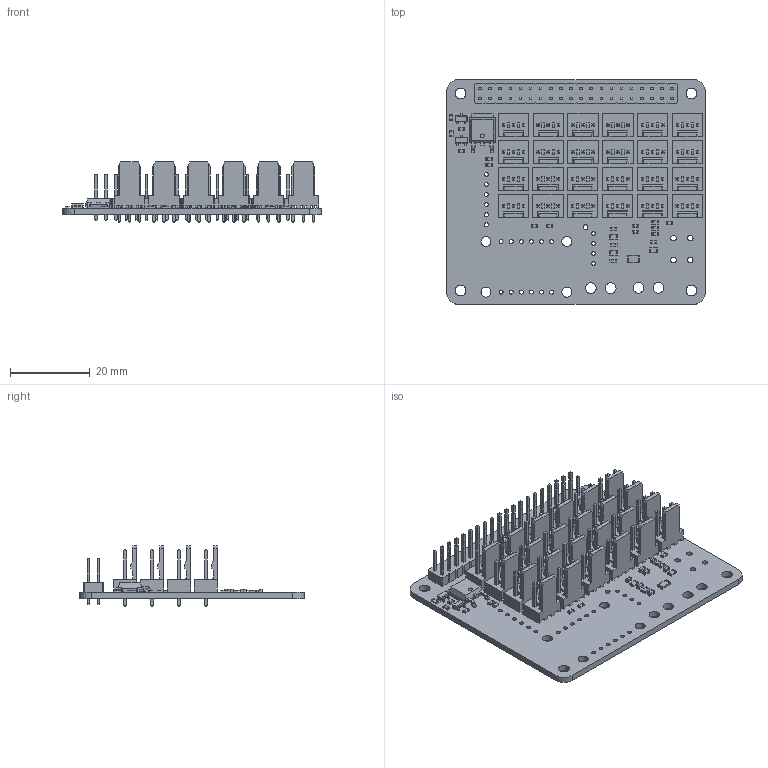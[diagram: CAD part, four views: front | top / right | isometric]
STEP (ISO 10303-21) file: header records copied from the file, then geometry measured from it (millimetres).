
FILE_DESCRIPTION(('FreeCAD Model'),'2;1');
FILE_NAME('Open CASCADE Shape Model','2022-03-24T19:56:30',('Author'),( ''),'Open CASCADE STEP processor 7.5','FreeCAD','Unknown');
FILE_SCHEMA(('AUTOMOTIVE_DESIGN { 1 0 10303 214 1 1 1 1 }'));
Length unit declared in the file: millimetre
Products named in the file (13): isopod_distro; Board_Geoms_4663; Pcb_4663; Step_Models_4663; Top_4663; Q2_SOT_23_13de3de3c2ef; R11_R_0603_1608Metric_2da430bc9cf8; C1_C_0603_1608Metric_94d6544a8366; J23_Molex_AE_6410_03A_57582ce10efd; J30_PinHeader_2x20_P254mm_Vertical_b2ee337b9778; R4_R_1206_3216Metric_e61873b6a125; R1_R_0805_2012Metric_dd68c0426109; Q1_TO_252_2_08bba05e86ff
Assembly tree (54 placements, depth 4):
  isopod_distro
    Board_Geoms_4663
      Pcb_4663
    Step_Models_4663
      Top_4663
        Q2_SOT_23_13de3de3c2ef  x2
        R11_R_0603_1608Metric_2da430bc9cf8  x12
        C1_C_0603_1608Metric_94d6544a8366  x6
        J23_Molex_AE_6410_03A_57582ce10efd  x24
        J30_PinHeader_2x20_P254mm_Vertical_b2ee337b9778
        R4_R_1206_3216Metric_e61873b6a125
        R1_R_0805_2012Metric_dd68c0426109  x3
        Q1_TO_252_2_08bba05e86ff
Bounding box: 65 x 56.5 x 15.26 mm (x, y, z)
Volume: 10777 mm3; surface area: 19889.8 mm2
Topology: 51 solids, 51 shells, 4005 faces, 9943 edges, 6280 vertices
Faces by surface type: plane 3535, cylinder 416, bspline 54
Full cylindrical faces by diameter (mm): 0.95 x4, 1 x59, 1.19 x72, 1.2 x1, 1.4 x4, 2.5 x4, 2.7 x8
Entity records: 48737 total; most frequent: CARTESIAN_POINT 6966, ORIENTED_EDGE 6688, DIRECTION 6526, EDGE_CURVE 3344, LINE 2870, VECTOR 2870, VERTEX_POINT 2096, AXIS2_PLACEMENT_3D 1828
